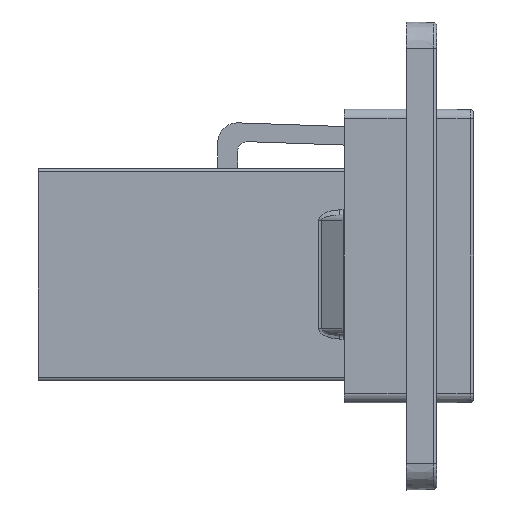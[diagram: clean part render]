
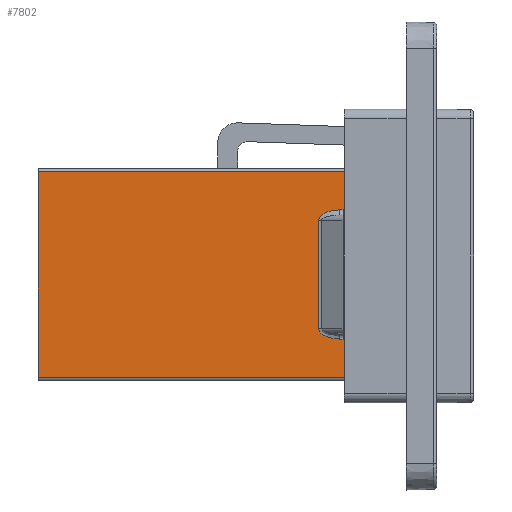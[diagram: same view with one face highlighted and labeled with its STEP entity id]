
A CAD part, left-side view. The second image highlights one B-rep face of the part: STEP entity #7802.
In plain terms, the highlighted planar face has unit normal (-1, 0, 0).
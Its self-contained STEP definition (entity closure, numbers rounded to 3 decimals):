
#17=ELLIPSE('',#8266,1.6,0.8);
#19=ELLIPSE('',#8270,1.6,0.8);
#217=FACE_BOUND('',#907,.T.);
#496=FACE_OUTER_BOUND('',#906,.T.);
#906=EDGE_LOOP('',(#6050,#6051,#6052,#6053));
#907=EDGE_LOOP('',(#6054,#6055,#6056,#6057,#6058,#6059));
#1311=LINE('',#11142,#2256);
#1610=LINE('',#11770,#2555);
#1629=LINE('',#11817,#2574);
#1631=LINE('',#11894,#2576);
#1634=LINE('',#11902,#2579);
#1638=LINE('',#11914,#2583);
#1640=LINE('',#11917,#2585);
#1641=LINE('',#11918,#2586);
#2256=VECTOR('',#8977,10.);
#2555=VECTOR('',#9540,10.);
#2574=VECTOR('',#9581,10.);
#2576=VECTOR('',#9603,10.);
#2579=VECTOR('',#9612,10.);
#2583=VECTOR('',#9624,10.);
#2585=VECTOR('',#9628,10.);
#2586=VECTOR('',#9629,10.);
#3188=VERTEX_POINT('',#11139);
#3189=VERTEX_POINT('',#11141);
#3386=VERTEX_POINT('',#11768);
#3403=VERTEX_POINT('',#11815);
#3404=VERTEX_POINT('',#11843);
#3405=VERTEX_POINT('',#11844);
#3408=VERTEX_POINT('',#11881);
#3409=VERTEX_POINT('',#11882);
#3412=VERTEX_POINT('',#11890);
#3419=VERTEX_POINT('',#11912);
#3990=EDGE_CURVE('',#3188,#3189,#1311,.F.);
#4305=EDGE_CURVE('',#3386,#3188,#1610,.T.);
#4329=EDGE_CURVE('',#3189,#3403,#1629,.T.);
#4330=EDGE_CURVE('',#3404,#3405,#17,.T.);
#4334=EDGE_CURVE('',#3408,#3409,#19,.T.);
#4340=EDGE_CURVE('',#3409,#3412,#1631,.T.);
#4344=EDGE_CURVE('',#3405,#3408,#1634,.T.);
#4350=EDGE_CURVE('',#3419,#3404,#1638,.T.);
#4352=EDGE_CURVE('',#3403,#3386,#1640,.F.);
#4353=EDGE_CURVE('',#3419,#3412,#1641,.T.);
#6050=ORIENTED_EDGE('',*,*,#4305,.F.);
#6051=ORIENTED_EDGE('',*,*,#4352,.F.);
#6052=ORIENTED_EDGE('',*,*,#4329,.F.);
#6053=ORIENTED_EDGE('',*,*,#3990,.F.);
#6054=ORIENTED_EDGE('',*,*,#4353,.T.);
#6055=ORIENTED_EDGE('',*,*,#4340,.F.);
#6056=ORIENTED_EDGE('',*,*,#4334,.F.);
#6057=ORIENTED_EDGE('',*,*,#4344,.F.);
#6058=ORIENTED_EDGE('',*,*,#4330,.F.);
#6059=ORIENTED_EDGE('',*,*,#4350,.F.);
#7078=PLANE('',#8283);
#7802=ADVANCED_FACE('',(#496,#217),#7078,.T.);
#8266=AXIS2_PLACEMENT_3D('',#11845,#9582,#9583);
#8270=AXIS2_PLACEMENT_3D('',#11883,#9590,#9591);
#8283=AXIS2_PLACEMENT_3D('',#11916,#9626,#9627);
#8977=DIRECTION('',(0.,0.,-1.));
#9540=DIRECTION('',(0.,1.,0.));
#9581=DIRECTION('',(0.,-1.,0.));
#9582=DIRECTION('center_axis',(-1.,0.,0.));
#9583=DIRECTION('ref_axis',(0.,1.,0.));
#9590=DIRECTION('center_axis',(-1.,0.,0.));
#9591=DIRECTION('ref_axis',(0.,1.,0.));
#9603=DIRECTION('',(0.,-1.,0.));
#9612=DIRECTION('',(0.,0.,-1.));
#9624=DIRECTION('',(0.,1.,0.));
#9626=DIRECTION('center_axis',(-1.,0.,0.));
#9627=DIRECTION('ref_axis',(0.,0.,1.));
#9628=DIRECTION('',(0.,0.,1.));
#9629=DIRECTION('',(0.,0.,-1.));
#11139=CARTESIAN_POINT('',(-7.25,33.,-9.2));
#11141=CARTESIAN_POINT('',(-7.25,33.,6.4));
#11142=CARTESIAN_POINT('',(-7.25,33.,6.51));
#11768=CARTESIAN_POINT('',(-7.25,0.,-9.2));
#11770=CARTESIAN_POINT('',(-7.25,33.,-9.2));
#11815=CARTESIAN_POINT('',(-7.25,0.,6.4));
#11817=CARTESIAN_POINT('',(-7.25,33.,6.4));
#11843=CARTESIAN_POINT('',(-7.25,10.139,3.5));
#11844=CARTESIAN_POINT('',(-7.25,11.739,2.7));
#11845=CARTESIAN_POINT('Origin',(-7.25,10.139,2.7));
#11881=CARTESIAN_POINT('',(-7.25,11.739,-5.5));
#11882=CARTESIAN_POINT('',(-7.25,10.139,-6.3));
#11883=CARTESIAN_POINT('Origin',(-7.25,10.139,-5.5));
#11890=CARTESIAN_POINT('',(-7.25,9.9,-6.3));
#11894=CARTESIAN_POINT('',(-7.25,5.383,-6.3));
#11902=CARTESIAN_POINT('',(-7.25,11.739,-5.5));
#11912=CARTESIAN_POINT('',(-7.25,9.9,3.5));
#11914=CARTESIAN_POINT('',(-7.25,5.383,3.5));
#11916=CARTESIAN_POINT('Origin',(-7.25,0.,-9.6));
#11917=CARTESIAN_POINT('',(-7.25,0.,-1.69));
#11918=CARTESIAN_POINT('',(-7.25,9.9,-5.5));
